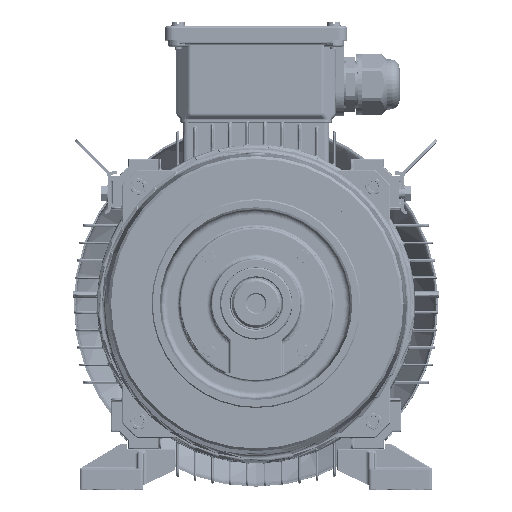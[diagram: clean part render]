
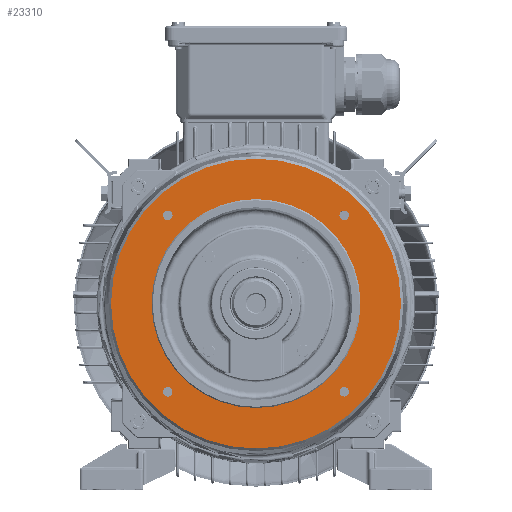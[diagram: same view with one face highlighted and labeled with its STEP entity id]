
A CAD part, top view. The second image highlights one B-rep face of the part: STEP entity #23310.
In plain terms, the highlighted planar face has unit normal (0, 0, 1).
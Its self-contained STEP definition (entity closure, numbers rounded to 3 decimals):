
#12838=PLANE('',#170793);
#14714=FACE_BOUND('',#44555,.T.);
#14715=FACE_BOUND('',#44556,.T.);
#14716=FACE_BOUND('',#44557,.T.);
#14717=FACE_BOUND('',#44558,.T.);
#14718=FACE_BOUND('',#44559,.T.);
#14719=FACE_BOUND('',#44560,.T.);
#23310=ADVANCED_FACE('',(#14714,#14715,#14716,#14717,#14718,#14719),#12838,
 .T.);
#44555=EDGE_LOOP('',(#113463));
#44556=EDGE_LOOP('',(#113464,#113465));
#44557=EDGE_LOOP('',(#113466,#113467));
#44558=EDGE_LOOP('',(#113468));
#44559=EDGE_LOOP('',(#113469,#113470));
#44560=EDGE_LOOP('',(#113471,#113472));
#113463=ORIENTED_EDGE('',*,*,#152386,.T.);
#113464=ORIENTED_EDGE('',*,*,#152387,.F.);
#113465=ORIENTED_EDGE('',*,*,#152388,.F.);
#113466=ORIENTED_EDGE('',*,*,#152389,.F.);
#113467=ORIENTED_EDGE('',*,*,#152390,.F.);
#113468=ORIENTED_EDGE('',*,*,#152391,.F.);
#113469=ORIENTED_EDGE('',*,*,#152392,.T.);
#113470=ORIENTED_EDGE('',*,*,#152393,.T.);
#113471=ORIENTED_EDGE('',*,*,#152394,.T.);
#113472=ORIENTED_EDGE('',*,*,#152395,.T.);
#129910=VERTEX_POINT('',#327207);
#129911=VERTEX_POINT('',#327209);
#129912=VERTEX_POINT('',#327210);
#129913=VERTEX_POINT('',#327213);
#129914=VERTEX_POINT('',#327214);
#129915=VERTEX_POINT('',#327217);
#129916=VERTEX_POINT('',#327219);
#129917=VERTEX_POINT('',#327220);
#129918=VERTEX_POINT('',#327223);
#129919=VERTEX_POINT('',#327224);
#152386=EDGE_CURVE('',#129910,#129910,#158244,.T.);
#152387=EDGE_CURVE('',#129911,#129912,#158245,.T.);
#152388=EDGE_CURVE('',#129912,#129911,#158246,.T.);
#152389=EDGE_CURVE('',#129913,#129914,#158247,.T.);
#152390=EDGE_CURVE('',#129914,#129913,#158248,.T.);
#152391=EDGE_CURVE('',#129915,#129915,#158249,.T.);
#152392=EDGE_CURVE('',#129916,#129917,#158250,.T.);
#152393=EDGE_CURVE('',#129917,#129916,#158251,.T.);
#152394=EDGE_CURVE('',#129918,#129919,#158252,.T.);
#152395=EDGE_CURVE('',#129919,#129918,#158253,.T.);
#158244=CIRCLE('',#170783,124.862);
#158245=CIRCLE('',#170784,4.1);
#158246=CIRCLE('',#170785,4.1);
#158247=CIRCLE('',#170786,4.1);
#158248=CIRCLE('',#170787,4.1);
#158249=CIRCLE('',#170788,90.);
#158250=CIRCLE('',#170789,4.1);
#158251=CIRCLE('',#170790,4.1);
#158252=CIRCLE('',#170791,4.1);
#158253=CIRCLE('',#170792,4.1);
#170783=AXIS2_PLACEMENT_3D('',#327206,#207817,#207818);
#170784=AXIS2_PLACEMENT_3D('',#327208,#207819,#207820);
#170785=AXIS2_PLACEMENT_3D('',#327211,#207821,#207822);
#170786=AXIS2_PLACEMENT_3D('',#327212,#207823,#207824);
#170787=AXIS2_PLACEMENT_3D('',#327215,#207825,#207826);
#170788=AXIS2_PLACEMENT_3D('',#327216,#207827,#207828);
#170789=AXIS2_PLACEMENT_3D('',#327218,#207829,#207830);
#170790=AXIS2_PLACEMENT_3D('',#327221,#207831,#207832);
#170791=AXIS2_PLACEMENT_3D('',#327222,#207833,#207834);
#170792=AXIS2_PLACEMENT_3D('',#327225,#207835,#207836);
#170793=AXIS2_PLACEMENT_3D('',#327226,#207837,#207838);
#207817=DIRECTION('',(0.,0.,1.));
#207818=DIRECTION('',(-1.,0.,0.));
#207819=DIRECTION('',(0.,0.,1.));
#207820=DIRECTION('',(-1.,0.,0.));
#207821=DIRECTION('',(0.,0.,1.));
#207822=DIRECTION('',(-1.,0.,0.));
#207823=DIRECTION('',(0.,0.,1.));
#207824=DIRECTION('',(-1.,0.,0.));
#207825=DIRECTION('',(0.,0.,1.));
#207826=DIRECTION('',(-1.,0.,0.));
#207827=DIRECTION('',(0.,0.,1.));
#207828=DIRECTION('',(-1.,0.,0.));
#207829=DIRECTION('',(0.,0.,-1.));
#207830=DIRECTION('',(-1.,0.,0.));
#207831=DIRECTION('',(0.,0.,-1.));
#207832=DIRECTION('',(-1.,0.,0.));
#207833=DIRECTION('',(0.,0.,-1.));
#207834=DIRECTION('',(-1.,0.,0.));
#207835=DIRECTION('',(0.,0.,-1.));
#207836=DIRECTION('',(-1.,0.,0.));
#207837=DIRECTION('',(0.,0.,1.));
#207838=DIRECTION('',(1.,0.,0.));
#327206=CARTESIAN_POINT('',(0.,-2.582,213.457));
#327207=CARTESIAN_POINT('',(-124.862,-2.582,213.457));
#327208=CARTESIAN_POINT('',(76.009,73.426,213.457));
#327209=CARTESIAN_POINT('',(71.909,73.426,213.457));
#327210=CARTESIAN_POINT('',(80.109,73.426,213.457));
#327211=CARTESIAN_POINT('',(76.009,73.426,213.457));
#327212=CARTESIAN_POINT('',(-76.015,73.433,213.457));
#327213=CARTESIAN_POINT('',(-80.115,73.433,213.457));
#327214=CARTESIAN_POINT('',(-71.915,73.433,213.457));
#327215=CARTESIAN_POINT('',(-76.015,73.433,213.457));
#327216=CARTESIAN_POINT('',(0.,-2.582,213.457));
#327217=CARTESIAN_POINT('',(-90.,-2.582,213.457));
#327218=CARTESIAN_POINT('',(76.009,-78.591,213.457));
#327219=CARTESIAN_POINT('',(71.909,-78.591,213.457));
#327220=CARTESIAN_POINT('',(80.109,-78.591,213.457));
#327221=CARTESIAN_POINT('',(76.009,-78.591,213.457));
#327222=CARTESIAN_POINT('',(-76.015,-78.597,213.457));
#327223=CARTESIAN_POINT('',(-80.115,-78.597,213.457));
#327224=CARTESIAN_POINT('',(-71.915,-78.597,213.457));
#327225=CARTESIAN_POINT('',(-76.015,-78.597,213.457));
#327226=CARTESIAN_POINT('',(0.,87.418,213.457));
